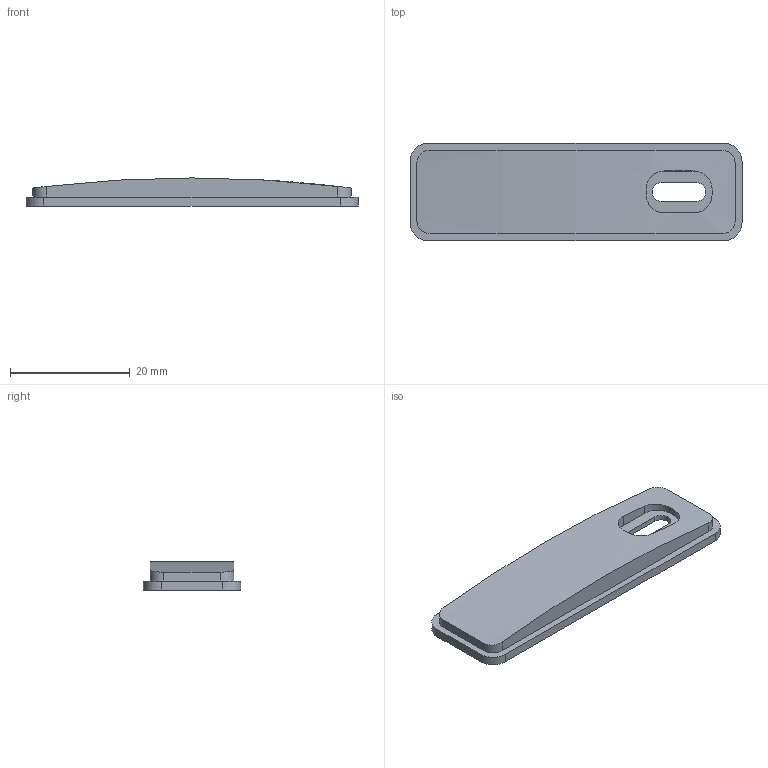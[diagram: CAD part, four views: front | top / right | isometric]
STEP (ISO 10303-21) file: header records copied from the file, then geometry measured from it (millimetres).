
FILE_DESCRIPTION(/* description */ (''),/* implementation_level */ '2;1');
FILE_NAME(/* name */ 'Deckel',/* time_stamp */ '2025-01-17T19:33:03+01:00',/* author */ (''),/* organization */ (''),/* preprocessor_version */ 'ST-DEVELOPER v19.2',/* originating_system */ 'Rhino 8.14',/* authorisation */ '');
FILE_SCHEMA (('CONFIG_CONTROL_DESIGN'));
Length unit declared in the file: millimetre
Products named in the file (1): Document
Bounding box: 55.4 x 16.25 x 4.7 mm (x, y, z)
Volume: 2316.2 mm3; surface area: 2503.8 mm2
Topology: 1 solids, 1 shells, 41 faces, 108 edges, 72 vertices
Faces by surface type: plane 24, cylinder 17
Entity records: 1467 total; most frequent: CARTESIAN_POINT 503, ORIENTED_EDGE 216, EDGE_CURVE 108, DIRECTION 101, B_SPLINE_CURVE_WITH_KNOTS 80, VERTEX_POINT 72, AXIS2_PLACEMENT_3D 71, EDGE_LOOP 46
